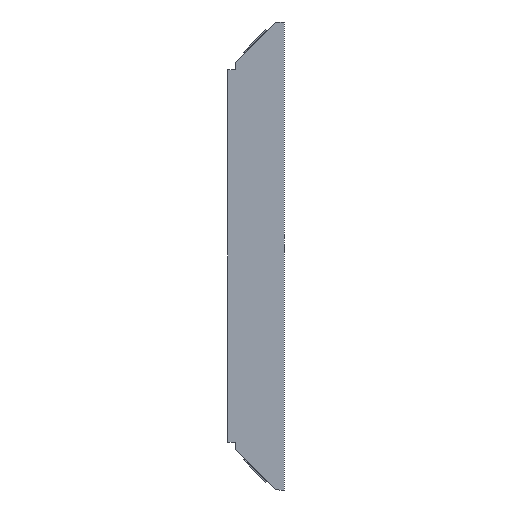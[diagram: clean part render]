
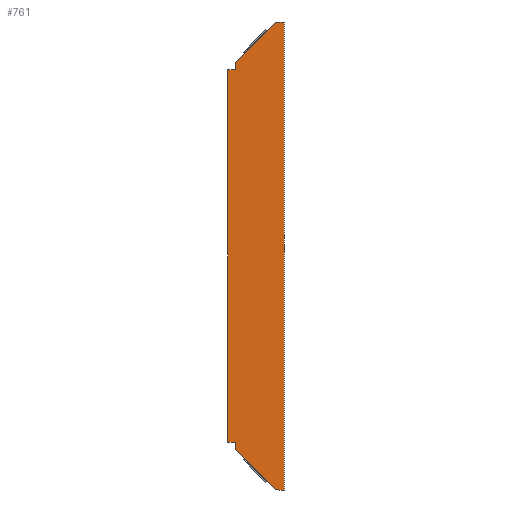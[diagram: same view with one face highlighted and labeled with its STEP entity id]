
A CAD part, front view. The second image highlights one B-rep face of the part: STEP entity #761.
In plain terms, the highlighted planar face has unit normal (0, -1, 0).
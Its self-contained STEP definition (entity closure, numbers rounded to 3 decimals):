
#42 = VERTEX_POINT ( 'NONE', #892 ) ;
#44 = VERTEX_POINT ( 'NONE', #484 ) ;
#45 = EDGE_CURVE ( 'NONE', #651, #837, #1068, .T. ) ;
#50 = CARTESIAN_POINT ( 'NONE',  ( 61.3, -1., -299. ) ) ;
#56 = LINE ( 'NONE', #404, #169 ) ;
#67 = EDGE_CURVE ( 'NONE', #642, #302, #931, .T. ) ;
#69 = CARTESIAN_POINT ( 'NONE',  ( 49.792, -1., 287.492 ) ) ;
#81 = EDGE_CURVE ( 'NONE', #837, #461, #1099, .T. ) ;
#85 = LINE ( 'NONE', #414, #641 ) ;
#89 = AXIS2_PLACEMENT_3D ( 'NONE', #784, #295, #371 ) ;
#107 = VECTOR ( 'NONE', #215, 1000. ) ;
#111 = CARTESIAN_POINT ( 'NONE',  ( 0., -1., 238. ) ) ;
#119 = CARTESIAN_POINT ( 'NONE',  ( 0., -1., -238. ) ) ;
#132 = LINE ( 'NONE', #702, #961 ) ;
#136 = VERTEX_POINT ( 'NONE', #756 ) ;
#140 = CARTESIAN_POINT ( 'NONE',  ( 10., -1., -238. ) ) ;
#169 = VECTOR ( 'NONE', #1074, 1000. ) ;
#173 = VERTEX_POINT ( 'NONE', #709 ) ;
#180 = CARTESIAN_POINT ( 'NONE',  ( 49.792, -1., -287.492 ) ) ;
#200 = VECTOR ( 'NONE', #560, 1000. ) ;
#204 = LINE ( 'NONE', #111, #683 ) ;
#215 = DIRECTION ( 'NONE',  ( 0., 0., -1. ) ) ;
#223 = DIRECTION ( 'NONE',  ( 0., 0., 1. ) ) ;
#227 = CARTESIAN_POINT ( 'NONE',  ( 49.792, -1., -287.492 ) ) ;
#231 = VERTEX_POINT ( 'NONE', #822 ) ;
#237 = LINE ( 'NONE', #50, #730 ) ;
#248 = EDGE_CURVE ( 'NONE', #302, #42, #303, .T. ) ;
#250 = LINE ( 'NONE', #912, #525 ) ;
#272 = EDGE_CURVE ( 'NONE', #231, #623, #56, .T. ) ;
#282 = ORIENTED_EDGE ( 'NONE', *, *, #248, .F. ) ;
#295 = DIRECTION ( 'NONE',  ( 0., -1., 0. ) ) ;
#302 = VERTEX_POINT ( 'NONE', #140 ) ;
#303 = LINE ( 'NONE', #119, #902 ) ;
#305 = VERTEX_POINT ( 'NONE', #311 ) ;
#309 = ORIENTED_EDGE ( 'NONE', *, *, #974, .F. ) ;
#311 = CARTESIAN_POINT ( 'NONE',  ( 0., -1., 238. ) ) ;
#355 = EDGE_CURVE ( 'NONE', #568, #642, #237, .T. ) ;
#368 = EDGE_CURVE ( 'NONE', #865, #568, #570, .T. ) ;
#371 = DIRECTION ( 'NONE',  ( 0., 0., -1. ) ) ;
#376 = CARTESIAN_POINT ( 'NONE',  ( 61.3, -1., 299. ) ) ;
#394 = LINE ( 'NONE', #539, #107 ) ;
#404 = CARTESIAN_POINT ( 'NONE',  ( 72.3, -1., -299. ) ) ;
#414 = CARTESIAN_POINT ( 'NONE',  ( 72.3, -1., 299. ) ) ;
#459 = CARTESIAN_POINT ( 'NONE',  ( 21.508, -1., -259.208 ) ) ;
#460 = PLANE ( 'NONE',  #89 ) ;
#461 = VERTEX_POINT ( 'NONE', #851 ) ;
#466 = EDGE_CURVE ( 'NONE', #136, #651, #85, .T. ) ;
#467 = CARTESIAN_POINT ( 'NONE',  ( 0., -1., -241. ) ) ;
#484 = CARTESIAN_POINT ( 'NONE',  ( 10., -1., 247.7 ) ) ;
#486 = ORIENTED_EDGE ( 'NONE', *, *, #466, .T. ) ;
#494 = DIRECTION ( 'NONE',  ( -1., 0., 0. ) ) ;
#499 = CARTESIAN_POINT ( 'NONE',  ( 61.3, -1., -299. ) ) ;
#503 = DIRECTION ( 'NONE',  ( -0.707, 0., -0.707 ) ) ;
#514 = DIRECTION ( 'NONE',  ( -0.707, 0., -0.707 ) ) ;
#519 = DIRECTION ( 'NONE',  ( 0., 0., 1. ) ) ;
#525 = VECTOR ( 'NONE', #831, 1000. ) ;
#539 = CARTESIAN_POINT ( 'NONE',  ( 10., -1., 0. ) ) ;
#552 = ORIENTED_EDGE ( 'NONE', *, *, #988, .T. ) ;
#560 = DIRECTION ( 'NONE',  ( -0.707, 0., 0.707 ) ) ;
#568 = VERTEX_POINT ( 'NONE', #459 ) ;
#570 = LINE ( 'NONE', #227, #200 ) ;
#578 = VECTOR ( 'NONE', #514, 1000. ) ;
#582 = EDGE_LOOP ( 'NONE', ( #628, #1006, #715, #799, #763, #977, #486, #814, #639, #887, #552, #926, #309, #282 ) ) ;
#589 = EDGE_CURVE ( 'NONE', #173, #305, #204, .T. ) ;
#592 = CARTESIAN_POINT ( 'NONE',  ( 10., -1., 0. ) ) ;
#599 = VECTOR ( 'NONE', #223, 1000. ) ;
#609 = VECTOR ( 'NONE', #519, 1000. ) ;
#623 = VERTEX_POINT ( 'NONE', #499 ) ;
#628 = ORIENTED_EDGE ( 'NONE', *, *, #67, .F. ) ;
#639 = ORIENTED_EDGE ( 'NONE', *, *, #81, .T. ) ;
#641 = VECTOR ( 'NONE', #659, 1000. ) ;
#642 = VERTEX_POINT ( 'NONE', #993 ) ;
#645 = EDGE_CURVE ( 'NONE', #136, #231, #250, .T. ) ;
#651 = VERTEX_POINT ( 'NONE', #376 ) ;
#659 = DIRECTION ( 'NONE',  ( -1., 0., 0. ) ) ;
#678 = DIRECTION ( 'NONE',  ( -0.707, 0., -0.707 ) ) ;
#683 = VECTOR ( 'NONE', #937, 1000. ) ;
#702 = CARTESIAN_POINT ( 'NONE',  ( 61.3, -1., -299. ) ) ;
#709 = CARTESIAN_POINT ( 'NONE',  ( 10., -1., 238. ) ) ;
#715 = ORIENTED_EDGE ( 'NONE', *, *, #368, .F. ) ;
#722 = EDGE_CURVE ( 'NONE', #623, #865, #132, .T. ) ;
#730 = VECTOR ( 'NONE', #1059, 1000. ) ;
#756 = CARTESIAN_POINT ( 'NONE',  ( 72.3, -1., 299. ) ) ;
#761 = ADVANCED_FACE ( 'NONE', ( #985 ), #460, .T. ) ;
#763 = ORIENTED_EDGE ( 'NONE', *, *, #272, .F. ) ;
#765 = LINE ( 'NONE', #860, #578 ) ;
#784 = CARTESIAN_POINT ( 'NONE',  ( 0., -1., 0. ) ) ;
#799 = ORIENTED_EDGE ( 'NONE', *, *, #722, .F. ) ;
#814 = ORIENTED_EDGE ( 'NONE', *, *, #45, .T. ) ;
#822 = CARTESIAN_POINT ( 'NONE',  ( 72.3, -1., -299. ) ) ;
#831 = DIRECTION ( 'NONE',  ( 0., 0., -1. ) ) ;
#836 = VECTOR ( 'NONE', #678, 1000. ) ;
#837 = VERTEX_POINT ( 'NONE', #1097 ) ;
#851 = CARTESIAN_POINT ( 'NONE',  ( 21.508, -1., 259.208 ) ) ;
#860 = CARTESIAN_POINT ( 'NONE',  ( 61.3, -1., 299. ) ) ;
#865 = VERTEX_POINT ( 'NONE', #180 ) ;
#867 = EDGE_CURVE ( 'NONE', #461, #44, #765, .T. ) ;
#877 = LINE ( 'NONE', #467, #599 ) ;
#887 = ORIENTED_EDGE ( 'NONE', *, *, #867, .T. ) ;
#892 = CARTESIAN_POINT ( 'NONE',  ( 0., -1., -238. ) ) ;
#902 = VECTOR ( 'NONE', #494, 1000. ) ;
#912 = CARTESIAN_POINT ( 'NONE',  ( 72.3, -1., -299. ) ) ;
#925 = VECTOR ( 'NONE', #503, 1000. ) ;
#926 = ORIENTED_EDGE ( 'NONE', *, *, #589, .T. ) ;
#931 = LINE ( 'NONE', #592, #609 ) ;
#937 = DIRECTION ( 'NONE',  ( -1., 0., 0. ) ) ;
#961 = VECTOR ( 'NONE', #1052, 1000. ) ;
#974 = EDGE_CURVE ( 'NONE', #42, #305, #877, .T. ) ;
#977 = ORIENTED_EDGE ( 'NONE', *, *, #645, .F. ) ;
#985 = FACE_OUTER_BOUND ( 'NONE', #582, .T. ) ;
#986 = CARTESIAN_POINT ( 'NONE',  ( 61.3, -1., 299. ) ) ;
#988 = EDGE_CURVE ( 'NONE', #44, #173, #394, .T. ) ;
#993 = CARTESIAN_POINT ( 'NONE',  ( 10., -1., -247.7 ) ) ;
#1006 = ORIENTED_EDGE ( 'NONE', *, *, #355, .F. ) ;
#1052 = DIRECTION ( 'NONE',  ( -0.707, 0., 0.707 ) ) ;
#1059 = DIRECTION ( 'NONE',  ( -0.707, 0., 0.707 ) ) ;
#1068 = LINE ( 'NONE', #986, #836 ) ;
#1074 = DIRECTION ( 'NONE',  ( -1., 0., 0. ) ) ;
#1097 = CARTESIAN_POINT ( 'NONE',  ( 49.792, -1., 287.492 ) ) ;
#1099 = LINE ( 'NONE', #69, #925 ) ;
